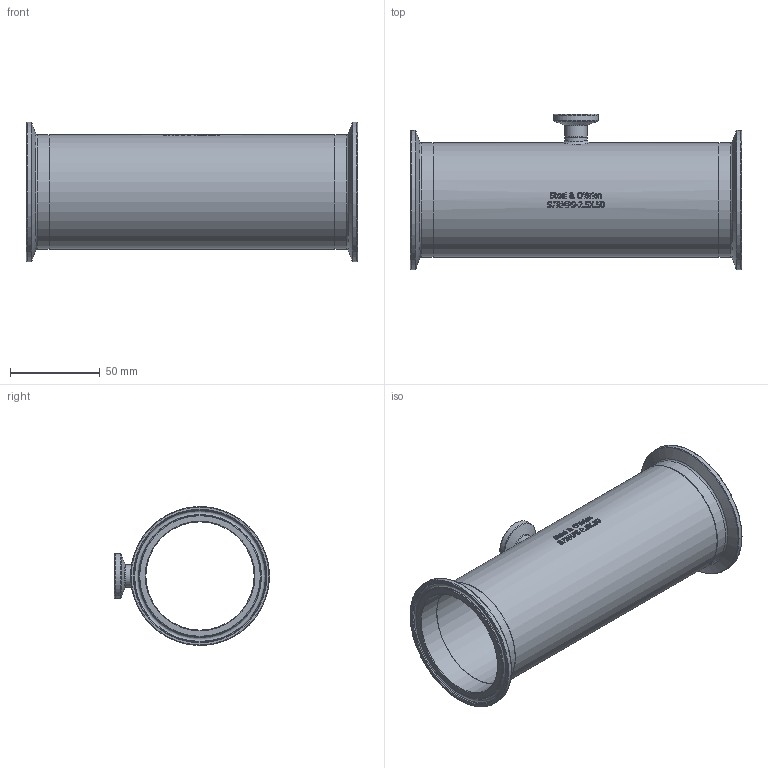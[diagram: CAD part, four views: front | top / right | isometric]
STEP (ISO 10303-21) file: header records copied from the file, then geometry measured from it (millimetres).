
FILE_DESCRIPTION(/* description */ (''),/* implementation_level */ '2;1');
FILE_NAME(/* name */ 'S7RMPS-2.5X.50.stp',/* time_stamp */ '2018-11-30T08:15:53-05:00',/* author */ ('ken'),/* organization */ (''),/* preprocessor_version */ 'ST-DEVELOPER v15.2',/* originating_system */ 'Autodesk Inventor 2014',/* authorisation */ '');
FILE_SCHEMA (('AUTOMOTIVE_DESIGN { 1 0 10303 214 3 1 1 }'));
Length unit declared in the file: inch
Products named in the file (1): S7RMPS-2.5X.50
Bounding box: 184.15 x 86.32 x 77.39 mm (x, y, z)
Volume: 72188.8 mm3; surface area: 80382 mm2
Topology: 1 solids, 1 shells, 484 faces, 1270 edges, 836 vertices
Faces by surface type: bspline 216, plane 183, cylinder 53, torus 24, cone 8
Full cylindrical faces by diameter (mm): 9.398 x2, 12.7 x2, 21.895 x1, 24.994 x1, 60.198 x3, 63.5 x3, 77.394 x2
Entity records: 18794 total; most frequent: CARTESIAN_POINT 8200, ORIENTED_EDGE 2438, DIRECTION 1562, EDGE_CURVE 1219, VERTEX_POINT 832, EDGE_LOOP 583, LINE 548, VECTOR 548
